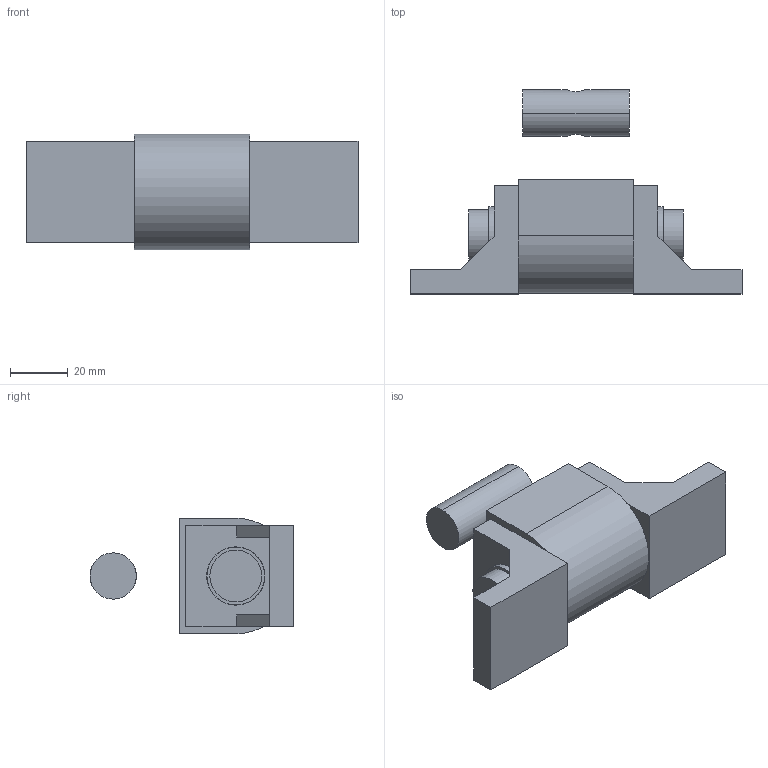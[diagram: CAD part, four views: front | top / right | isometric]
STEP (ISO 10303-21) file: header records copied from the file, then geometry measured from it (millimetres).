
FILE_DESCRIPTION(('STEP AP214'),'1');
FILE_NAME('cctmp_2D3DFFF9-AEDA-49CA-86AD-FCB5B6265127_2024_01_25_15_56_32_0685_10028..stp','2024-01-25T14:56:32',('Bosch Rexroth AG'),('CADClick - www.CADClick.com'),'Spatial InterOp 3D',' ','unknown authorization - (Healing Option Enabled)');
FILE_SCHEMA(('AUTOMOTIVE_DESIGN'));
Length unit declared in the file: millimetre
Products named in the file (2): 1; 2
Bounding box: 115 x 70.65 x 40 mm (x, y, z)
Volume: 101268.6 mm3; surface area: 24326.3 mm2
Topology: 2 solids, 5 shells, 97 faces, 228 edges, 148 vertices
Faces by surface type: plane 58, cylinder 35, cone 4
Entity records: 3745 total; most frequent: CARTESIAN_POINT 607, DIRECTION 500, ORIENTED_EDGE 456, EDGE_CURVE 228, AXIS2_PLACEMENT_3D 177, VERTEX_POINT 148, LINE 146, VECTOR 146
